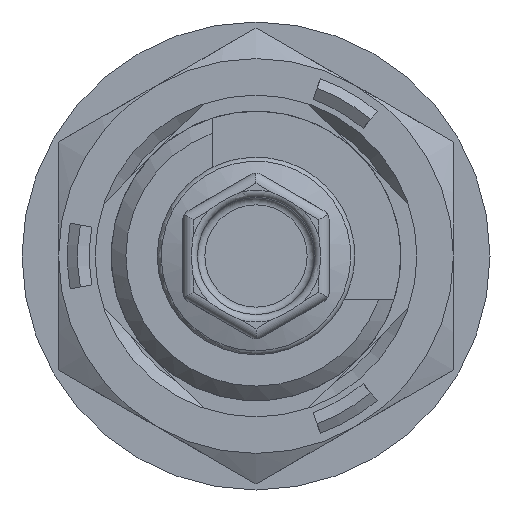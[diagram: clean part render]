
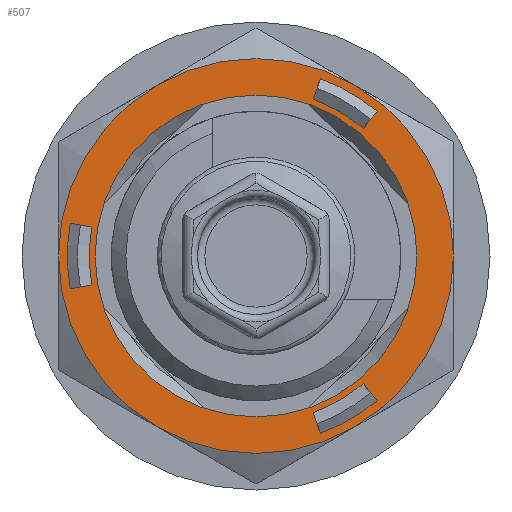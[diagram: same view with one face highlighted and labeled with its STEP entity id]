
A CAD part, front view. The second image highlights one B-rep face of the part: STEP entity #507.
In plain terms, the highlighted face is planar.
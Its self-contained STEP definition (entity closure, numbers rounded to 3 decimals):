
#507 = ADVANCED_FACE( '', ( #1038, #1039, #1040, #1041, #1042 ), #1043, .T. );
#1038 = FACE_BOUND( '', #1605, .T. );
#1039 = FACE_BOUND( '', #1606, .T. );
#1040 = FACE_BOUND( '', #1607, .T. );
#1041 = FACE_BOUND( '', #1608, .T. );
#1042 = FACE_OUTER_BOUND( '', #1609, .T. );
#1043 = PLANE( '', #1610 );
#1605 = EDGE_LOOP( '', ( #2690 ) );
#1606 = EDGE_LOOP( '', ( #2691, #2692, #2693, #2694 ) );
#1607 = EDGE_LOOP( '', ( #2695, #2696, #2697, #2698 ) );
#1608 = EDGE_LOOP( '', ( #2699, #2700, #2701, #2702 ) );
#1609 = EDGE_LOOP( '', ( #2703, #2704, #2705, #2706, #2707, #2708 ) );
#1610 = AXIS2_PLACEMENT_3D( '', #2709, #2710, #2711 );
#2690 = ORIENTED_EDGE( '', *, *, #3481, .T. );
#2691 = ORIENTED_EDGE( '', *, *, #3273, .F. );
#2692 = ORIENTED_EDGE( '', *, *, #3430, .F. );
#2693 = ORIENTED_EDGE( '', *, *, #3571, .F. );
#2694 = ORIENTED_EDGE( '', *, *, #3489, .T. );
#2695 = ORIENTED_EDGE( '', *, *, #3418, .F. );
#2696 = ORIENTED_EDGE( '', *, *, #3424, .F. );
#2697 = ORIENTED_EDGE( '', *, *, #3248, .F. );
#2698 = ORIENTED_EDGE( '', *, *, #3475, .F. );
#2699 = ORIENTED_EDGE( '', *, *, #3572, .F. );
#2700 = ORIENTED_EDGE( '', *, *, #3573, .F. );
#2701 = ORIENTED_EDGE( '', *, *, #3486, .F. );
#2702 = ORIENTED_EDGE( '', *, *, #3207, .F. );
#2703 = ORIENTED_EDGE( '', *, *, #3454, .F. );
#2704 = ORIENTED_EDGE( '', *, *, #3169, .F. );
#2705 = ORIENTED_EDGE( '', *, *, #3574, .F. );
#2706 = ORIENTED_EDGE( '', *, *, #3575, .F. );
#2707 = ORIENTED_EDGE( '', *, *, #3576, .F. );
#2708 = ORIENTED_EDGE( '', *, *, #3426, .F. );
#2709 = CARTESIAN_POINT( '', ( 13.5, 4.8, 0. ) );
#2710 = DIRECTION( '', ( 0., 1., 0. ) );
#2711 = DIRECTION( '', ( 0., 0., 1. ) );
#3169 = EDGE_CURVE( '', #3692, #3695, #3696, .T. );
#3207 = EDGE_CURVE( '', #3758, #3761, #3762, .T. );
#3248 = EDGE_CURVE( '', #3830, #3826, #3832, .T. );
#3273 = EDGE_CURVE( '', #3873, #3875, #3876, .T. );
#3418 = EDGE_CURVE( '', #4106, #4108, #4109, .F. );
#3424 = EDGE_CURVE( '', #3826, #4106, #4117, .T. );
#3426 = EDGE_CURVE( '', #4012, #4119, #4120, .T. );
#3430 = EDGE_CURVE( '', #4123, #3873, #4126, .T. );
#3454 = EDGE_CURVE( '', #3695, #4012, #4161, .T. );
#3475 = EDGE_CURVE( '', #4108, #3830, #4193, .T. );
#3481 = EDGE_CURVE( '', #4201, #4201, #4202, .T. );
#3486 = EDGE_CURVE( '', #3761, #4206, #4208, .T. );
#3489 = EDGE_CURVE( '', #4210, #3875, #4212, .T. );
#3571 = EDGE_CURVE( '', #4210, #4123, #4314, .T. );
#3572 = EDGE_CURVE( '', #4315, #3758, #4316, .T. );
#3573 = EDGE_CURVE( '', #4206, #4315, #4317, .F. );
#3574 = EDGE_CURVE( '', #4318, #3692, #4319, .T. );
#3575 = EDGE_CURVE( '', #4320, #4318, #4321, .T. );
#3576 = EDGE_CURVE( '', #4119, #4320, #4322, .T. );
#3692 = VERTEX_POINT( '', #4452 );
#3695 = VERTEX_POINT( '', #4462 );
#3696 = CIRCLE( '', #4463, 13.5 );
#3758 = VERTEX_POINT( '', #4553 );
#3761 = VERTEX_POINT( '', #4557 );
#3762 = CIRCLE( '', #4558, 12.9 );
#3826 = VERTEX_POINT( '', #4666 );
#3830 = VERTEX_POINT( '', #4671 );
#3832 = CIRCLE( '', #4674, 12.9 );
#3873 = VERTEX_POINT( '', #4730 );
#3875 = VERTEX_POINT( '', #4733 );
#3876 = LINE( '', #4734, #4735 );
#4012 = VERTEX_POINT( '', #4947 );
#4106 = VERTEX_POINT( '', #5117 );
#4108 = VERTEX_POINT( '', #5120 );
#4109 = CIRCLE( '', #5121, 11.4 );
#4117 = LINE( '', #5130, #5131 );
#4119 = VERTEX_POINT( '', #5133 );
#4120 = CIRCLE( '', #5134, 13.5 );
#4123 = VERTEX_POINT( '', #5142 );
#4126 = CIRCLE( '', #5146, 11.4 );
#4161 = CIRCLE( '', #5195, 13.5 );
#4193 = LINE( '', #5237, #5238 );
#4201 = VERTEX_POINT( '', #5247 );
#4202 = CIRCLE( '', #5248, 11. );
#4206 = VERTEX_POINT( '', #5259 );
#4208 = LINE( '', #5262, #5263 );
#4210 = VERTEX_POINT( '', #5265 );
#4212 = CIRCLE( '', #5268, 12.9 );
#4314 = LINE( '', #5405, #5406 );
#4315 = VERTEX_POINT( '', #5407 );
#4316 = LINE( '', #5408, #5409 );
#4317 = CIRCLE( '', #5410, 11.4 );
#4318 = VERTEX_POINT( '', #5411 );
#4319 = CIRCLE( '', #5412, 13.5 );
#4320 = VERTEX_POINT( '', #5413 );
#4321 = CIRCLE( '', #5414, 13.5 );
#4322 = CIRCLE( '', #5415, 13.5 );
#4452 = CARTESIAN_POINT( '', ( 6.75, 4.8, -11.691 ) );
#4462 = CARTESIAN_POINT( '', ( 13.5, 4.8, 0. ) );
#4463 = AXIS2_PLACEMENT_3D( '', #5610, #5611, #5612 );
#4553 = CARTESIAN_POINT( '', ( -12.704, 4.8, -2.24 ) );
#4557 = CARTESIAN_POINT( '', ( -12.704, 4.8, 2.24 ) );
#4558 = AXIS2_PLACEMENT_3D( '', #5651, #5652, #5653 );
#4666 = CARTESIAN_POINT( '', ( 8.292, 4.8, 9.882 ) );
#4671 = CARTESIAN_POINT( '', ( 4.412, 4.8, 12.122 ) );
#4674 = AXIS2_PLACEMENT_3D( '', #5702, #5703, #5704 );
#4730 = CARTESIAN_POINT( '', ( 7.328, 4.8, -8.733 ) );
#4733 = CARTESIAN_POINT( '', ( 8.292, 4.8, -9.882 ) );
#4734 = CARTESIAN_POINT( '', ( 7.328, 4.8, -8.733 ) );
#4735 = VECTOR( '', #5730, 1000. );
#4947 = CARTESIAN_POINT( '', ( 6.75, 4.8, 11.691 ) );
#5117 = CARTESIAN_POINT( '', ( 7.328, 4.8, 8.733 ) );
#5120 = CARTESIAN_POINT( '', ( 3.899, 4.8, 10.712 ) );
#5121 = AXIS2_PLACEMENT_3D( '', #5912, #5913, #5914 );
#5130 = CARTESIAN_POINT( '', ( 8.292, 4.8, 9.882 ) );
#5131 = VECTOR( '', #5922, 1000. );
#5133 = CARTESIAN_POINT( '', ( -6.75, 4.8, 11.691 ) );
#5134 = AXIS2_PLACEMENT_3D( '', #5923, #5924, #5925 );
#5142 = CARTESIAN_POINT( '', ( 3.899, 4.8, -10.712 ) );
#5146 = AXIS2_PLACEMENT_3D( '', #5927, #5928, #5929 );
#5195 = AXIS2_PLACEMENT_3D( '', #5970, #5971, #5972 );
#5237 = CARTESIAN_POINT( '', ( 3.899, 4.8, 10.712 ) );
#5238 = VECTOR( '', #5992, 1000. );
#5247 = CARTESIAN_POINT( '', ( 0., 4.8, -11. ) );
#5248 = AXIS2_PLACEMENT_3D( '', #5997, #5998, #5999 );
#5259 = CARTESIAN_POINT( '', ( -11.227, 4.8, 1.98 ) );
#5262 = CARTESIAN_POINT( '', ( -12.704, 4.8, 2.24 ) );
#5263 = VECTOR( '', #6001, 1000. );
#5265 = CARTESIAN_POINT( '', ( 4.412, 4.8, -12.122 ) );
#5268 = AXIS2_PLACEMENT_3D( '', #6003, #6004, #6005 );
#5405 = CARTESIAN_POINT( '', ( 4.412, 4.8, -12.122 ) );
#5406 = VECTOR( '', #6109, 1000. );
#5407 = CARTESIAN_POINT( '', ( -11.227, 4.8, -1.98 ) );
#5408 = CARTESIAN_POINT( '', ( -11.227, 4.8, -1.98 ) );
#5409 = VECTOR( '', #6110, 1000. );
#5410 = AXIS2_PLACEMENT_3D( '', #6111, #6112, #6113 );
#5411 = CARTESIAN_POINT( '', ( -6.75, 4.8, -11.691 ) );
#5412 = AXIS2_PLACEMENT_3D( '', #6114, #6115, #6116 );
#5413 = CARTESIAN_POINT( '', ( -13.5, 4.8, 0. ) );
#5414 = AXIS2_PLACEMENT_3D( '', #6117, #6118, #6119 );
#5415 = AXIS2_PLACEMENT_3D( '', #6120, #6121, #6122 );
#5610 = CARTESIAN_POINT( '', ( 0., 4.8, 0. ) );
#5611 = DIRECTION( '', ( 0., -1., 0. ) );
#5612 = DIRECTION( '', ( 0., 0., -1. ) );
#5651 = CARTESIAN_POINT( '', ( 0., 4.8, 0. ) );
#5652 = DIRECTION( '', ( 0., 1., 0. ) );
#5653 = DIRECTION( '', ( 0., 0., 1. ) );
#5702 = CARTESIAN_POINT( '', ( 0., 4.8, 0. ) );
#5703 = DIRECTION( '', ( 0., 1., 0. ) );
#5704 = DIRECTION( '', ( 0., 0., 1. ) );
#5730 = DIRECTION( '', ( 0.643, 0., -0.766 ) );
#5912 = CARTESIAN_POINT( '', ( 0., 4.8, 0. ) );
#5913 = DIRECTION( '', ( 0., 1., 0. ) );
#5914 = DIRECTION( '', ( 0., 0., 1. ) );
#5922 = DIRECTION( '', ( -0.643, 0., -0.766 ) );
#5923 = CARTESIAN_POINT( '', ( 0., 4.8, 0. ) );
#5924 = DIRECTION( '', ( 0., -1., 0. ) );
#5925 = DIRECTION( '', ( 0., 0., -1. ) );
#5927 = CARTESIAN_POINT( '', ( 0., 4.8, 0. ) );
#5928 = DIRECTION( '', ( 0., -1., 0. ) );
#5929 = DIRECTION( '', ( 0., 0., -1. ) );
#5970 = CARTESIAN_POINT( '', ( 0., 4.8, 0. ) );
#5971 = DIRECTION( '', ( 0., -1., 0. ) );
#5972 = DIRECTION( '', ( 0., 0., -1. ) );
#5992 = DIRECTION( '', ( 0.342, 0., 0.94 ) );
#5997 = CARTESIAN_POINT( '', ( 0., 4.8, 0. ) );
#5998 = DIRECTION( '', ( 0., -1., 0. ) );
#5999 = DIRECTION( '', ( 0., 0., -1. ) );
#6001 = DIRECTION( '', ( 0.985, 0., -0.174 ) );
#6003 = CARTESIAN_POINT( '', ( 0., 4.8, 0. ) );
#6004 = DIRECTION( '', ( 0., -1., 0. ) );
#6005 = DIRECTION( '', ( 0., 0., -1. ) );
#6109 = DIRECTION( '', ( -0.342, 0., 0.94 ) );
#6110 = DIRECTION( '', ( -0.985, 0., -0.174 ) );
#6111 = CARTESIAN_POINT( '', ( 0., 4.8, 0. ) );
#6112 = DIRECTION( '', ( 0., 1., 0. ) );
#6113 = DIRECTION( '', ( 0., 0., 1. ) );
#6114 = CARTESIAN_POINT( '', ( 0., 4.8, 0. ) );
#6115 = DIRECTION( '', ( 0., -1., 0. ) );
#6116 = DIRECTION( '', ( 0., 0., -1. ) );
#6117 = CARTESIAN_POINT( '', ( 0., 4.8, 0. ) );
#6118 = DIRECTION( '', ( 0., -1., 0. ) );
#6119 = DIRECTION( '', ( 0., 0., -1. ) );
#6120 = CARTESIAN_POINT( '', ( 0., 4.8, 0. ) );
#6121 = DIRECTION( '', ( 0., -1., 0. ) );
#6122 = DIRECTION( '', ( 0., 0., -1. ) );
